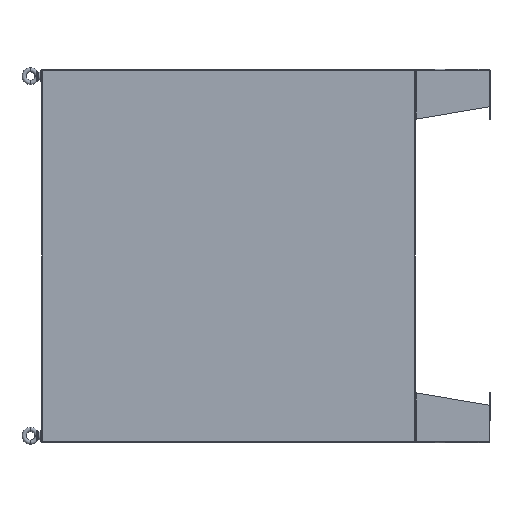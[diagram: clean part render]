
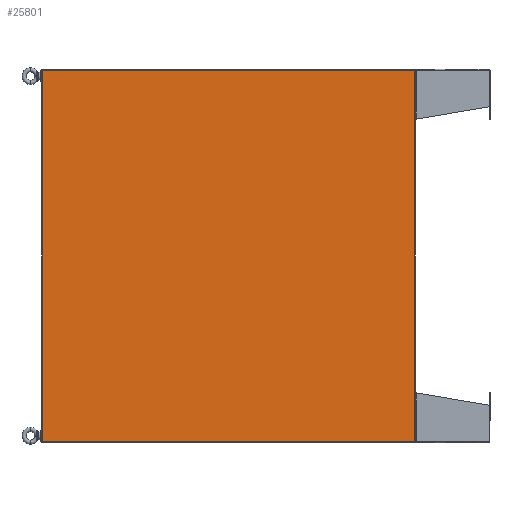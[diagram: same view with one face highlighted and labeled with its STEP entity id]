
A CAD part, left-side view. The second image highlights one B-rep face of the part: STEP entity #25801.
In plain terms, the highlighted face is planar.
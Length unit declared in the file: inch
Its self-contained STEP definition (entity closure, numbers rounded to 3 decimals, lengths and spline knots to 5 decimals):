
#561 = DIRECTION ( 'NONE',  ( 0., 0., -1. ) ) ;
#1329 = EDGE_CURVE ( 'NONE', #126693, #8395, #174958, .T. ) ;
#1832 = ORIENTED_EDGE ( 'NONE', *, *, #136862, .F. ) ;
#8275 = CARTESIAN_POINT ( 'NONE',  ( -30.0315, 0.095, -29.9675 ) ) ;
#8395 = VERTEX_POINT ( 'NONE', #120480 ) ;
#24618 = DIRECTION ( 'NONE',  ( 0., 0., -1. ) ) ;
#25801 = ADVANCED_FACE ( 'NONE', ( #63077 ), #132237, .F. ) ;
#25966 = DIRECTION ( 'NONE',  ( 0., -1., 0. ) ) ;
#30266 = CARTESIAN_POINT ( 'NONE',  ( 29.8885, 0.095, -29.9675 ) ) ;
#43121 = LINE ( 'NONE', #136868, #50611 ) ;
#50611 = VECTOR ( 'NONE', #88257, 39.37008 ) ;
#57334 = EDGE_CURVE ( 'NONE', #119927, #126693, #142284, .T. ) ;
#59880 = LINE ( 'NONE', #175193, #109046 ) ;
#63077 = FACE_OUTER_BOUND ( 'NONE', #131327, .T. ) ;
#64978 = DIRECTION ( 'NONE',  ( 1., 0., 0. ) ) ;
#66136 = VECTOR ( 'NONE', #64978, 39.37008 ) ;
#69190 = DIRECTION ( 'NONE',  ( 0., 0., 1. ) ) ;
#78018 = EDGE_CURVE ( 'NONE', #82632, #119927, #59880, .T. ) ;
#82632 = VERTEX_POINT ( 'NONE', #120008 ) ;
#88257 = DIRECTION ( 'NONE',  ( -1., 0., 0. ) ) ;
#95634 = ORIENTED_EDGE ( 'NONE', *, *, #78018, .F. ) ;
#108804 = VECTOR ( 'NONE', #69190, 39.37008 ) ;
#109046 = VECTOR ( 'NONE', #561, 39.37008 ) ;
#119927 = VERTEX_POINT ( 'NONE', #137996 ) ;
#120008 = CARTESIAN_POINT ( 'NONE',  ( -29.8885, 0.095, 29.9675 ) ) ;
#120480 = CARTESIAN_POINT ( 'NONE',  ( 29.8885, 0.095, 29.9675 ) ) ;
#126693 = VERTEX_POINT ( 'NONE', #30266 ) ;
#131327 = EDGE_LOOP ( 'NONE', ( #95634, #1832, #193616, #176249 ) ) ;
#132237 = PLANE ( 'NONE',  #162234 ) ;
#136862 = EDGE_CURVE ( 'NONE', #8395, #82632, #43121, .T. ) ;
#136868 = CARTESIAN_POINT ( 'NONE',  ( -30.0315, 0.095, 29.9675 ) ) ;
#137996 = CARTESIAN_POINT ( 'NONE',  ( -29.8885, 0.095, -29.9675 ) ) ;
#142284 = LINE ( 'NONE', #145193, #66136 ) ;
#145193 = CARTESIAN_POINT ( 'NONE',  ( -30.0315, 0.095, -29.9675 ) ) ;
#162234 = AXIS2_PLACEMENT_3D ( 'NONE', #8275, #25966, #24618 ) ;
#163151 = CARTESIAN_POINT ( 'NONE',  ( 29.8885, 0.095, -29.9675 ) ) ;
#174958 = LINE ( 'NONE', #163151, #108804 ) ;
#175193 = CARTESIAN_POINT ( 'NONE',  ( -29.8885, 0.095, -29.9675 ) ) ;
#176249 = ORIENTED_EDGE ( 'NONE', *, *, #57334, .F. ) ;
#193616 = ORIENTED_EDGE ( 'NONE', *, *, #1329, .F. ) ;
